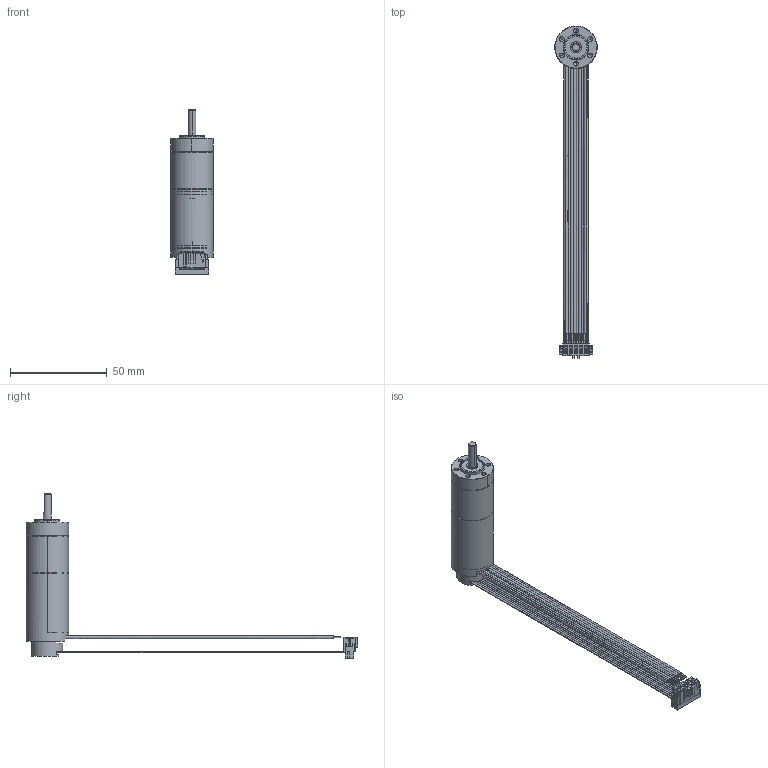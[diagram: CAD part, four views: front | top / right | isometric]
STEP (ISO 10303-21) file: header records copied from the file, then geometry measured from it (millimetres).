
FILE_DESCRIPTION((''),'2;1');
FILE_NAME('4611180000655_SW0001','2023-06-16T13:45:45',('ms27786'),(''),'CREO PARAMETRIC BY PTC INC, 2018100','CREO PARAMETRIC BY PTC INC, 2018100','');
FILE_SCHEMA(('CONFIG_CONTROL_DESIGN'));
Length unit declared in the file: millimetre
Products named in the file (1): 4611180000655_SW0001
Bounding box: 22 x 171.88 x 85.09 mm (x, y, z)
Volume: 15837.3 mm3; surface area: 25566.6 mm2
Topology: 1 solids, 4 shells, 2050 faces, 5720 edges, 3702 vertices
Faces by surface type: plane 1056, cylinder 563, cone 193, extrusion 112, torus 54, bspline 48, sphere 24
Entity records: 72135 total; most frequent: CARTESIAN_POINT 19262, ORIENTED_EDGE 11400, DIRECTION 10591, EDGE_CURVE 5700, VERTEX_POINT 3704, VECTOR 3597, AXIS2_PLACEMENT_3D 3497, LINE 3485
